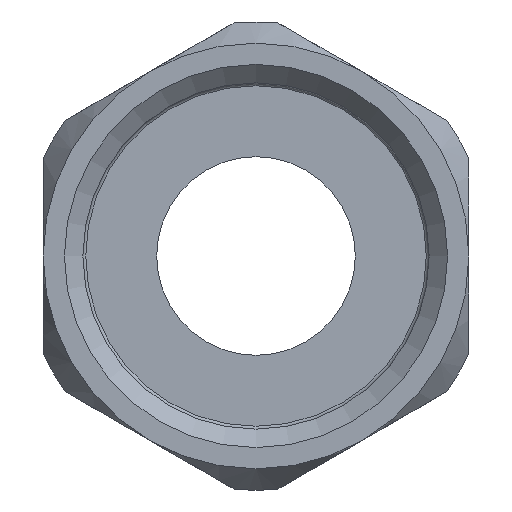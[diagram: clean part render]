
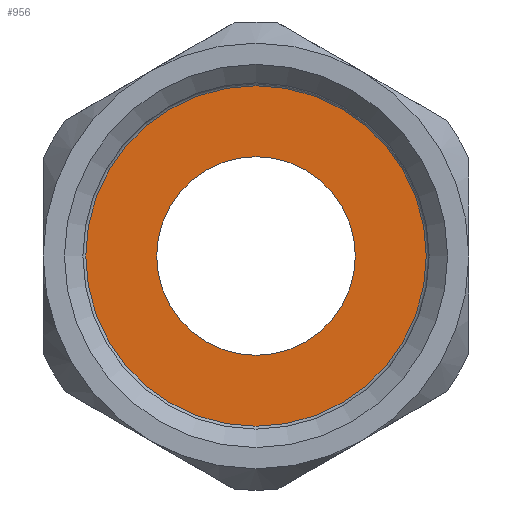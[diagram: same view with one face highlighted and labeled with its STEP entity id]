
A CAD part, left-side view. The second image highlights one B-rep face of the part: STEP entity #956.
In plain terms, the highlighted planar face has unit normal (-1, 0, 0).
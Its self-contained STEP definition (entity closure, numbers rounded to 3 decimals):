
#41=FACE_BOUND('',#231,.T.);
#47=PLANE('',#1072);
#171=FACE_OUTER_BOUND('',#230,.T.);
#230=EDGE_LOOP('',(#709,#710));
#231=EDGE_LOOP('',(#711,#712));
#318=CIRCLE('',#1073,12.);
#319=CIRCLE('',#1074,12.);
#320=CIRCLE('',#1075,7.);
#321=CIRCLE('',#1076,7.);
#410=VERTEX_POINT('',#1609);
#411=VERTEX_POINT('',#1610);
#412=VERTEX_POINT('',#1613);
#413=VERTEX_POINT('',#1614);
#522=EDGE_CURVE('',#410,#411,#318,.T.);
#523=EDGE_CURVE('',#411,#410,#319,.T.);
#524=EDGE_CURVE('',#412,#413,#320,.T.);
#525=EDGE_CURVE('',#413,#412,#321,.T.);
#709=ORIENTED_EDGE('',*,*,#522,.F.);
#710=ORIENTED_EDGE('',*,*,#523,.F.);
#711=ORIENTED_EDGE('',*,*,#524,.T.);
#712=ORIENTED_EDGE('',*,*,#525,.T.);
#956=ADVANCED_FACE('',(#171,#41),#47,.T.);
#1072=AXIS2_PLACEMENT_3D('',#1608,#1284,#1285);
#1073=AXIS2_PLACEMENT_3D('',#1611,#1286,#1287);
#1074=AXIS2_PLACEMENT_3D('',#1612,#1288,#1289);
#1075=AXIS2_PLACEMENT_3D('',#1615,#1290,#1291);
#1076=AXIS2_PLACEMENT_3D('',#1616,#1292,#1293);
#1284=DIRECTION('center_axis',(-1.,0.,0.));
#1285=DIRECTION('ref_axis',(0.,0.,1.));
#1286=DIRECTION('center_axis',(1.,0.,0.));
#1287=DIRECTION('ref_axis',(0.,0.,-1.));
#1288=DIRECTION('center_axis',(1.,0.,0.));
#1289=DIRECTION('ref_axis',(0.,0.,-1.));
#1290=DIRECTION('center_axis',(1.,0.,0.));
#1291=DIRECTION('ref_axis',(0.,0.,-1.));
#1292=DIRECTION('center_axis',(1.,0.,0.));
#1293=DIRECTION('ref_axis',(0.,0.,-1.));
#1608=CARTESIAN_POINT('Origin',(-43.5,0.,-9.5));
#1609=CARTESIAN_POINT('',(-43.5,0.,-12.));
#1610=CARTESIAN_POINT('',(-43.5,0.,12.));
#1611=CARTESIAN_POINT('Origin',(-43.5,0.,0.));
#1612=CARTESIAN_POINT('Origin',(-43.5,0.,0.));
#1613=CARTESIAN_POINT('',(-43.5,0.,-7.));
#1614=CARTESIAN_POINT('',(-43.5,0.,7.));
#1615=CARTESIAN_POINT('Origin',(-43.5,0.,0.));
#1616=CARTESIAN_POINT('Origin',(-43.5,0.,0.));
